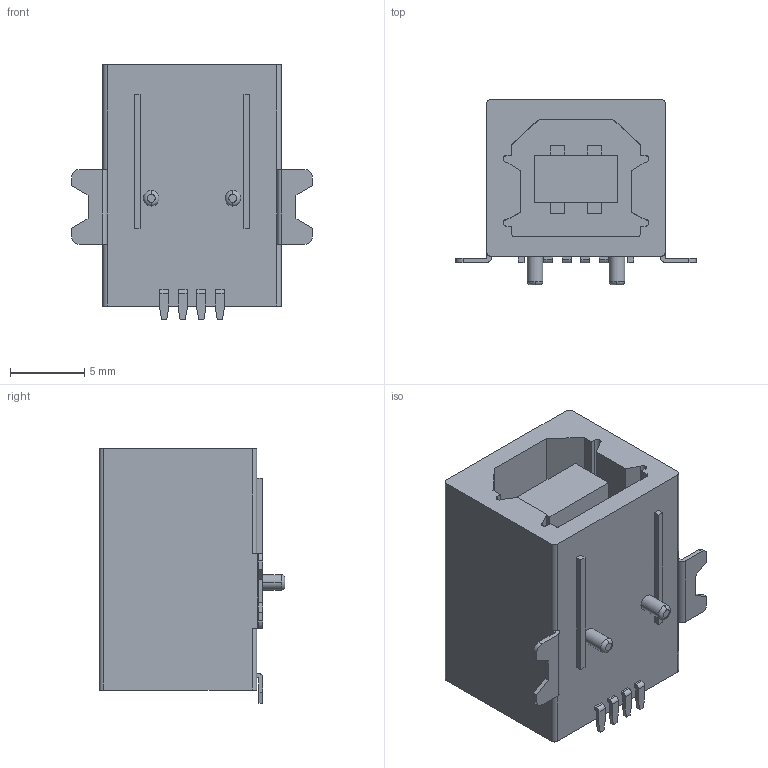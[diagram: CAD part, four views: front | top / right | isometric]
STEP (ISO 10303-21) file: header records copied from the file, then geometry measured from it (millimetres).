
FILE_DESCRIPTION(('STEP AP214'),'1');
FILE_NAME(' ',' ',('TraceParts'),('TraceParts S.A.'),'XStep 1.0',' ',' ');
FILE_SCHEMA(('automotive_design'));
Length unit declared in the file: millimetre
Products named in the file (1): 1
Bounding box: 16.2 x 12.5 x 17.15 mm (x, y, z)
Volume: 1420.6 mm3; surface area: 1907.3 mm2
Topology: 1 solids, 1 shells, 154 faces, 422 edges, 280 vertices
Faces by surface type: plane 114, cylinder 36, torus 4
Entity records: 9616 total; most frequent: CARTESIAN_POINT 857, STYLED_ITEM 856, PRESENTATION_STYLE_ASSIGNMENT 856, COLOUR_RGB 856, ORIENTED_EDGE 844, DIRECTION 816, EDGE_CURVE 422, CURVE_STYLE 422
